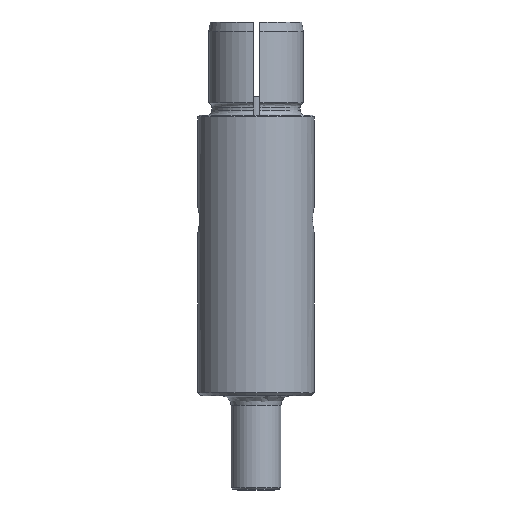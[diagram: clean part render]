
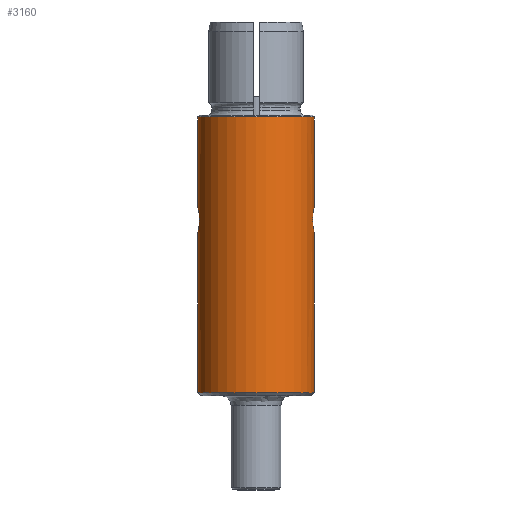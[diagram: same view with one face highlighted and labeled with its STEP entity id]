
A CAD part, front view. The second image highlights one B-rep face of the part: STEP entity #3160.
In plain terms, the highlighted cylindrical face has radius 4.763 mm (diameter 9.525 mm), a partial arc.
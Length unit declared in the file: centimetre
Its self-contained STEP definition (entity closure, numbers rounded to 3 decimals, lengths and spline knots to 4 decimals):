
#358 = VECTOR ( 'NONE', #786, 100. ) ;
#359 = LINE ( 'NONE', #785, #358 ) ;
#367 = LINE ( 'NONE', #934, #370 ) ;
#370 = VECTOR ( 'NONE', #935, 100. ) ;
#380 = LINE ( 'NONE', #967, #384 ) ;
#384 = VECTOR ( 'NONE', #1005, 100. ) ;
#402 = LINE ( 'NONE', #1036, #405 ) ;
#405 = VECTOR ( 'NONE', #1037, 100. ) ;
#449 = CIRCLE ( 'NONE', #3086, 0.4762 ) ;
#450 = CIRCLE ( 'NONE', #3085, 0.4762 ) ;
#552 = CARTESIAN_POINT ( 'NONE',  ( -0.4619, -0.1161, -0.8509 ) ) ;
#635 = CARTESIAN_POINT ( 'NONE',  ( -0.4763, 0., -2.2606 ) ) ;
#640 = CARTESIAN_POINT ( 'NONE',  ( -0.4762, 0., -0.7379 ) ) ;
#642 = CARTESIAN_POINT ( 'NONE',  ( -0.4762, 0., -0.9639 ) ) ;
#643 = CARTESIAN_POINT ( 'NONE',  ( 0.4763, 0., -2.2606 ) ) ;
#691 = CARTESIAN_POINT ( 'NONE',  ( 0.4619, -0.1161, -0.8509 ) ) ;
#699 = CARTESIAN_POINT ( 'NONE',  ( 0.4762, 0., -0.7379 ) ) ;
#703 = CARTESIAN_POINT ( 'NONE',  ( 0.4763, 0., -0.0127 ) ) ;
#708 = CARTESIAN_POINT ( 'NONE',  ( 0.4762, 0., -0.9639 ) ) ;
#709 = CARTESIAN_POINT ( 'NONE',  ( -0.4763, 0., -0.0127 ) ) ;
#711 = CARTESIAN_POINT ( 'NONE',  ( 0.4619, -0.1161, -0.8509 ) ) ;
#714 = CARTESIAN_POINT ( 'NONE',  ( 0.4619, -0.1161, -0.8357 ) ) ;
#726 = CARTESIAN_POINT ( 'NONE',  ( 0.4627, -0.113, -0.8207 ) ) ;
#727 = CARTESIAN_POINT ( 'NONE',  ( 0.4654, -0.101, -0.7932 ) ) ;
#728 = CARTESIAN_POINT ( 'NONE',  ( 0.4674, -0.0923, -0.7807 ) ) ;
#729 = CARTESIAN_POINT ( 'NONE',  ( 0.4711, -0.0708, -0.7601 ) ) ;
#730 = CARTESIAN_POINT ( 'NONE',  ( 0.4729, -0.0579, -0.7518 ) ) ;
#731 = CARTESIAN_POINT ( 'NONE',  ( 0.4755, -0.0301, -0.7408 ) ) ;
#732 = CARTESIAN_POINT ( 'NONE',  ( 0.4763, -0.0151, -0.7379 ) ) ;
#733 = CARTESIAN_POINT ( 'NONE',  ( 0.4762, 0., -0.7379 ) ) ;
#785 = CARTESIAN_POINT ( 'NONE',  ( 0.4762, 0., -1.143 ) ) ;
#786 = DIRECTION ( 'NONE',  ( 0., 0., 1. ) ) ;
#809 = CARTESIAN_POINT ( 'NONE',  ( -0.4619, -0.1161, -0.8661 ) ) ;
#814 = CARTESIAN_POINT ( 'NONE',  ( -0.4619, -0.1161, -0.8509 ) ) ;
#818 = CARTESIAN_POINT ( 'NONE',  ( -0.4627, -0.113, -0.8811 ) ) ;
#819 = CARTESIAN_POINT ( 'NONE',  ( -0.4654, -0.101, -0.9086 ) ) ;
#820 = CARTESIAN_POINT ( 'NONE',  ( -0.4674, -0.0923, -0.9211 ) ) ;
#821 = CARTESIAN_POINT ( 'NONE',  ( -0.4711, -0.0708, -0.9417 ) ) ;
#822 = CARTESIAN_POINT ( 'NONE',  ( -0.4729, -0.0579, -0.95 ) ) ;
#823 = CARTESIAN_POINT ( 'NONE',  ( -0.4755, -0.0301, -0.961 ) ) ;
#824 = CARTESIAN_POINT ( 'NONE',  ( -0.4763, -0.0151, -0.9639 ) ) ;
#825 = CARTESIAN_POINT ( 'NONE',  ( -0.4762, 0., -0.9639 ) ) ;
#869 = B_SPLINE_CURVE_WITH_KNOTS ( 'NONE', 3,
 ( #1105, #1106, #1110, #1111, #1112, #1113, #1114, #1115, #1116, #1117 ),
 .UNSPECIFIED., .F., .F.,
 ( 4, 2, 2, 2, 4 ),
 ( 0.0054, 0.0059, 0.0063, 0.0068, 0.0072 ),
 .UNSPECIFIED. ) ;
#871 = B_SPLINE_CURVE_WITH_KNOTS ( 'NONE', 3,
 ( #1140, #1141, #1146, #1147, #1148, #1149, #1150, #1151, #1152, #1153 ),
 .UNSPECIFIED., .F., .F.,
 ( 4, 2, 2, 2, 4 ),
 ( 0.0054, 0.0059, 0.0063, 0.0068, 0.0072 ),
 .UNSPECIFIED. ) ;
#934 = CARTESIAN_POINT ( 'NONE',  ( 0.4762, 0., -1.143 ) ) ;
#935 = DIRECTION ( 'NONE',  ( 0., 0., 1. ) ) ;
#967 = CARTESIAN_POINT ( 'NONE',  ( -0.4762, 0., -1.143 ) ) ;
#1005 = DIRECTION ( 'NONE',  ( 0., 0., 1. ) ) ;
#1036 = CARTESIAN_POINT ( 'NONE',  ( -0.4762, 0., -1.143 ) ) ;
#1037 = DIRECTION ( 'NONE',  ( 0., 0., 1. ) ) ;
#1105 = CARTESIAN_POINT ( 'NONE',  ( -0.4762, 0., -0.7379 ) ) ;
#1106 = CARTESIAN_POINT ( 'NONE',  ( -0.4763, -0.015, -0.7379 ) ) ;
#1110 = CARTESIAN_POINT ( 'NONE',  ( -0.4755, -0.0301, -0.7408 ) ) ;
#1111 = CARTESIAN_POINT ( 'NONE',  ( -0.4729, -0.0579, -0.7518 ) ) ;
#1112 = CARTESIAN_POINT ( 'NONE',  ( -0.4711, -0.0708, -0.7601 ) ) ;
#1113 = CARTESIAN_POINT ( 'NONE',  ( -0.4674, -0.0922, -0.7807 ) ) ;
#1114 = CARTESIAN_POINT ( 'NONE',  ( -0.4654, -0.1011, -0.7932 ) ) ;
#1115 = CARTESIAN_POINT ( 'NONE',  ( -0.4627, -0.1129, -0.8206 ) ) ;
#1116 = CARTESIAN_POINT ( 'NONE',  ( -0.4619, -0.1161, -0.8357 ) ) ;
#1117 = CARTESIAN_POINT ( 'NONE',  ( -0.4619, -0.1161, -0.8509 ) ) ;
#1118 = CARTESIAN_POINT ( 'NONE',  ( 0., 0., -0.0127 ) ) ;
#1119 = DIRECTION ( 'NONE',  ( 0., 0., -1. ) ) ;
#1120 = DIRECTION ( 'NONE',  ( 1., 0., 0. ) ) ;
#1123 = CARTESIAN_POINT ( 'NONE',  ( 0., 0., -2.2606 ) ) ;
#1124 = DIRECTION ( 'NONE',  ( 0., 0., 1. ) ) ;
#1125 = DIRECTION ( 'NONE',  ( 1., 0., 0. ) ) ;
#1140 = CARTESIAN_POINT ( 'NONE',  ( 0.4762, 0., -0.9639 ) ) ;
#1141 = CARTESIAN_POINT ( 'NONE',  ( 0.4763, -0.015, -0.9639 ) ) ;
#1146 = CARTESIAN_POINT ( 'NONE',  ( 0.4755, -0.0301, -0.961 ) ) ;
#1147 = CARTESIAN_POINT ( 'NONE',  ( 0.4729, -0.0579, -0.95 ) ) ;
#1148 = CARTESIAN_POINT ( 'NONE',  ( 0.4711, -0.0708, -0.9417 ) ) ;
#1149 = CARTESIAN_POINT ( 'NONE',  ( 0.4674, -0.0922, -0.9211 ) ) ;
#1150 = CARTESIAN_POINT ( 'NONE',  ( 0.4654, -0.1011, -0.9086 ) ) ;
#1151 = CARTESIAN_POINT ( 'NONE',  ( 0.4627, -0.1129, -0.8812 ) ) ;
#1152 = CARTESIAN_POINT ( 'NONE',  ( 0.4619, -0.1161, -0.8661 ) ) ;
#1153 = CARTESIAN_POINT ( 'NONE',  ( 0.4619, -0.1161, -0.8509 ) ) ;
#1457 = AXIS2_PLACEMENT_3D ( 'NONE', #3787, #3651, #3650 ) ;
#1576 = ORIENTED_EDGE ( 'NONE', *, *, #2949, .T. ) ;
#1577 = ORIENTED_EDGE ( 'NONE', *, *, #2905, .F. ) ;
#1597 = ORIENTED_EDGE ( 'NONE', *, *, #2894, .T. ) ;
#1598 = ORIENTED_EDGE ( 'NONE', *, *, #2950, .T. ) ;
#1621 = ORIENTED_EDGE ( 'NONE', *, *, #2918, .F. ) ;
#1625 = ORIENTED_EDGE ( 'NONE', *, *, #2869, .T. ) ;
#1627 = ORIENTED_EDGE ( 'NONE', *, *, #2875, .T. ) ;
#1637 = ORIENTED_EDGE ( 'NONE', *, *, #2948, .T. ) ;
#1662 = ORIENTED_EDGE ( 'NONE', *, *, #2953, .T. ) ;
#1673 = ORIENTED_EDGE ( 'NONE', *, *, #2881, .T. ) ;
#2018 = EDGE_LOOP ( 'NONE', ( #1621, #1598, #1627, #1662, #1625, #1597, #1576, #1577, #1637, #1673 ) ) ;
#2273 = FACE_OUTER_BOUND ( 'NONE', #2018, .T. ) ;
#2281 = CYLINDRICAL_SURFACE ( 'NONE', #1457, 0.4762 ) ;
#2695 = VERTEX_POINT ( 'NONE', #552 ) ;
#2779 = VERTEX_POINT ( 'NONE', #635 ) ;
#2784 = VERTEX_POINT ( 'NONE', #640 ) ;
#2786 = VERTEX_POINT ( 'NONE', #642 ) ;
#2787 = VERTEX_POINT ( 'NONE', #643 ) ;
#2835 = VERTEX_POINT ( 'NONE', #691 ) ;
#2843 = VERTEX_POINT ( 'NONE', #699 ) ;
#2847 = VERTEX_POINT ( 'NONE', #703 ) ;
#2852 = VERTEX_POINT ( 'NONE', #708 ) ;
#2853 = VERTEX_POINT ( 'NONE', #709 ) ;
#2869 = EDGE_CURVE ( 'NONE', #2835, #2843, #4318, .T. ) ;
#2875 = EDGE_CURVE ( 'NONE', #2787, #2852, #359, .T. ) ;
#2881 = EDGE_CURVE ( 'NONE', #2695, #2786, #4326, .T. ) ;
#2894 = EDGE_CURVE ( 'NONE', #2843, #2847, #367, .T. ) ;
#2905 = EDGE_CURVE ( 'NONE', #2784, #2853, #380, .T. ) ;
#2918 = EDGE_CURVE ( 'NONE', #2779, #2786, #402, .T. ) ;
#2948 = EDGE_CURVE ( 'NONE', #2784, #2695, #869, .T. ) ;
#2949 = EDGE_CURVE ( 'NONE', #2847, #2853, #450, .T. ) ;
#2950 = EDGE_CURVE ( 'NONE', #2779, #2787, #449, .T. ) ;
#2953 = EDGE_CURVE ( 'NONE', #2852, #2835, #871, .T. ) ;
#3085 = AXIS2_PLACEMENT_3D ( 'NONE', #1118, #1119, #1120 ) ;
#3086 = AXIS2_PLACEMENT_3D ( 'NONE', #1123, #1124, #1125 ) ;
#3160 = ADVANCED_FACE ( 'NONE', ( #2273 ), #2281, .T. ) ;
#3650 = DIRECTION ( 'NONE',  ( 1., 0., 0. ) ) ;
#3651 = DIRECTION ( 'NONE',  ( 0., 0., 1. ) ) ;
#3787 = CARTESIAN_POINT ( 'NONE',  ( 0., 0., -1.143 ) ) ;
#4318 = B_SPLINE_CURVE_WITH_KNOTS ( 'NONE', 3,
 ( #711, #714, #726, #727, #728, #729, #730, #731, #732, #733 ),
 .UNSPECIFIED., .F., .F.,
 ( 4, 2, 2, 2, 4 ),
 ( 0., 0.0005, 0.0009, 0.0014, 0.0018 ),
 .UNSPECIFIED. ) ;
#4326 = B_SPLINE_CURVE_WITH_KNOTS ( 'NONE', 3,
 ( #814, #809, #818, #819, #820, #821, #822, #823, #824, #825 ),
 .UNSPECIFIED., .F., .F.,
 ( 4, 2, 2, 2, 4 ),
 ( 0., 0.0005, 0.0009, 0.0014, 0.0018 ),
 .UNSPECIFIED. ) ;
